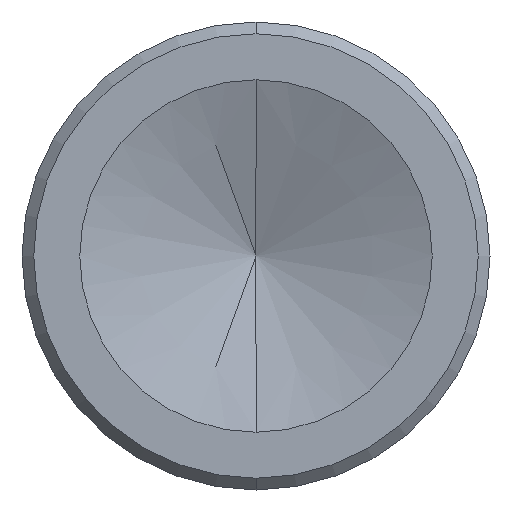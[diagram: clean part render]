
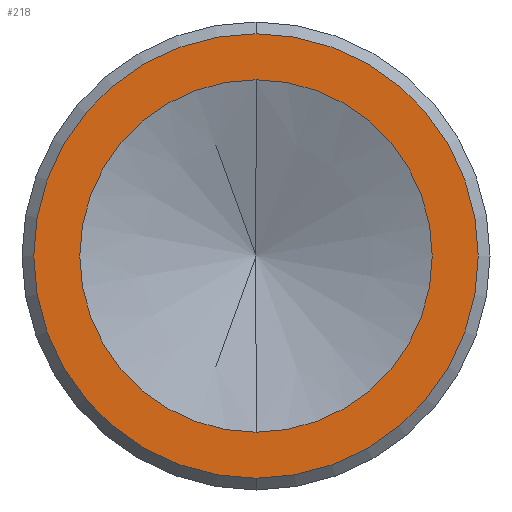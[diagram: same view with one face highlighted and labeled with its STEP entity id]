
A CAD part, front view. The second image highlights one B-rep face of the part: STEP entity #218.
In plain terms, the highlighted planar face has unit normal (0, -1, 0).
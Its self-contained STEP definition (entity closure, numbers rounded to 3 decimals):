
#4 = ORIENTED_EDGE ( 'NONE', *, *, #374, .T. ) ;
#14 = AXIS2_PLACEMENT_3D ( 'NONE', #388, #219, #178 ) ;
#17 = VERTEX_POINT ( 'NONE', #512 ) ;
#24 = CIRCLE ( 'NONE', #14, 5.675 ) ;
#39 = CIRCLE ( 'NONE', #468, 4.5 ) ;
#41 = ORIENTED_EDGE ( 'NONE', *, *, #300, .T. ) ;
#74 = CARTESIAN_POINT ( 'NONE',  ( 0., 0., 4.5 ) ) ;
#80 = AXIS2_PLACEMENT_3D ( 'NONE', #192, #363, #237 ) ;
#89 = ORIENTED_EDGE ( 'NONE', *, *, #548, .F. ) ;
#178 = DIRECTION ( 'NONE',  ( 0., 0., -1. ) ) ;
#192 = CARTESIAN_POINT ( 'NONE',  ( 5.675, 0., 0. ) ) ;
#218 = ADVANCED_FACE ( 'NONE', ( #425, #344 ), #277, .T. ) ;
#219 = DIRECTION ( 'NONE',  ( 0., -1., 0. ) ) ;
#223 = CIRCLE ( 'NONE', #467, 5.675 ) ;
#234 = ORIENTED_EDGE ( 'NONE', *, *, #460, .F. ) ;
#237 = DIRECTION ( 'NONE',  ( 0., 0., -1. ) ) ;
#240 = CARTESIAN_POINT ( 'NONE',  ( 0., 0., 5.675 ) ) ;
#246 = DIRECTION ( 'NONE',  ( 0., 0., -1. ) ) ;
#260 = AXIS2_PLACEMENT_3D ( 'NONE', #302, #436, #479 ) ;
#277 = PLANE ( 'NONE',  #80 ) ;
#288 = VERTEX_POINT ( 'NONE', #240 ) ;
#300 = EDGE_CURVE ( 'NONE', #288, #496, #223, .T. ) ;
#302 = CARTESIAN_POINT ( 'NONE',  ( 0., 0., 0. ) ) ;
#312 = DIRECTION ( 'NONE',  ( 0., -1., 0. ) ) ;
#330 = CARTESIAN_POINT ( 'NONE',  ( 0., 0., 0. ) ) ;
#344 = FACE_OUTER_BOUND ( 'NONE', #384, .T. ) ;
#346 = CARTESIAN_POINT ( 'NONE',  ( 0., 0., -5.675 ) ) ;
#363 = DIRECTION ( 'NONE',  ( 0., -1., 0. ) ) ;
#374 = EDGE_CURVE ( 'NONE', #496, #288, #24, .T. ) ;
#381 = EDGE_LOOP ( 'NONE', ( #234, #89 ) ) ;
#384 = EDGE_LOOP ( 'NONE', ( #41, #4 ) ) ;
#388 = CARTESIAN_POINT ( 'NONE',  ( 0., 0., 0. ) ) ;
#390 = CIRCLE ( 'NONE', #260, 4.5 ) ;
#425 = FACE_BOUND ( 'NONE', #381, .T. ) ;
#426 = DIRECTION ( 'NONE',  ( 0., -1., 0. ) ) ;
#436 = DIRECTION ( 'NONE',  ( 0., -1., 0. ) ) ;
#460 = EDGE_CURVE ( 'NONE', #17, #471, #390, .T. ) ;
#467 = AXIS2_PLACEMENT_3D ( 'NONE', #330, #426, #501 ) ;
#468 = AXIS2_PLACEMENT_3D ( 'NONE', #527, #312, #246 ) ;
#471 = VERTEX_POINT ( 'NONE', #74 ) ;
#479 = DIRECTION ( 'NONE',  ( 0., 0., -1. ) ) ;
#496 = VERTEX_POINT ( 'NONE', #346 ) ;
#501 = DIRECTION ( 'NONE',  ( 0., 0., -1. ) ) ;
#512 = CARTESIAN_POINT ( 'NONE',  ( 0., 0., -4.5 ) ) ;
#527 = CARTESIAN_POINT ( 'NONE',  ( 0., 0., 0. ) ) ;
#548 = EDGE_CURVE ( 'NONE', #471, #17, #39, .T. ) ;
